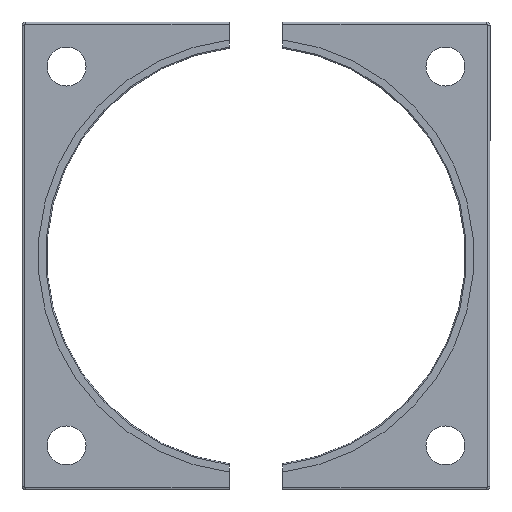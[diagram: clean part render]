
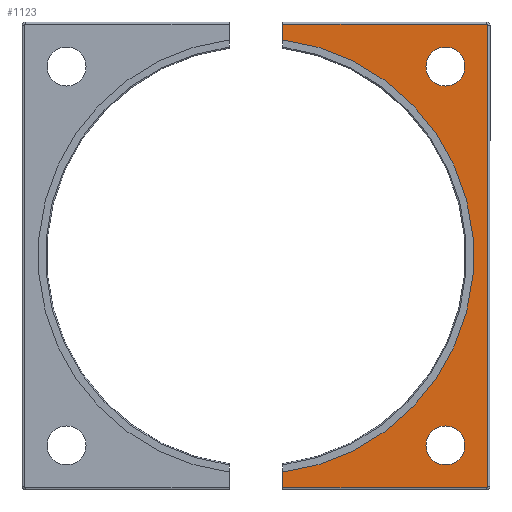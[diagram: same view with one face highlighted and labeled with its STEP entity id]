
A CAD part, front view. The second image highlights one B-rep face of the part: STEP entity #1123.
In plain terms, the highlighted planar face has unit normal (0, -1, 0).
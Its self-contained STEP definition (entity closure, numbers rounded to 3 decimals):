
#7 = EDGE_CURVE ( 'NONE', #336, #1692, #1237, .T. ) ;
#27 = CIRCLE ( 'NONE', #389, 8.75 ) ;
#34 = DIRECTION ( 'NONE',  ( -1., 0., 0. ) ) ;
#49 = VERTEX_POINT ( 'NONE', #1365 ) ;
#60 = VERTEX_POINT ( 'NONE', #1206 ) ;
#61 = LINE ( 'NONE', #1051, #1638 ) ;
#77 = EDGE_CURVE ( 'NONE', #1489, #1163, #1127, .T. ) ;
#100 = ORIENTED_EDGE ( 'NONE', *, *, #1367, .T. ) ;
#105 = EDGE_CURVE ( 'NONE', #1576, #1395, #263, .T. ) ;
#117 = CARTESIAN_POINT ( 'NONE',  ( 12., 0., 97.011 ) ) ;
#132 = FACE_BOUND ( 'NONE', #202, .T. ) ;
#142 = VERTEX_POINT ( 'NONE', #996 ) ;
#184 = ORIENTED_EDGE ( 'NONE', *, *, #1157, .F. ) ;
#202 = EDGE_LOOP ( 'NONE', ( #100, #1974 ) ) ;
#263 = CIRCLE ( 'NONE', #977, 0.5 ) ;
#287 = CARTESIAN_POINT ( 'NONE',  ( 12., 0., -105. ) ) ;
#312 = PLANE ( 'NONE',  #1602 ) ;
#320 = VECTOR ( 'NONE', #34, 1000. ) ;
#336 = VERTEX_POINT ( 'NONE', #1824 ) ;
#385 = CARTESIAN_POINT ( 'NONE',  ( 85., 0., 85. ) ) ;
#389 = AXIS2_PLACEMENT_3D ( 'NONE', #1637, #1646, #1690 ) ;
#416 = DIRECTION ( 'NONE',  ( 0., 0., -1. ) ) ;
#423 = CARTESIAN_POINT ( 'NONE',  ( 85., 0., -93.75 ) ) ;
#456 = DIRECTION ( 'NONE',  ( 0., 0., 1. ) ) ;
#496 = LINE ( 'NONE', #800, #1531 ) ;
#528 = FACE_OUTER_BOUND ( 'NONE', #1089, .T. ) ;
#539 = DIRECTION ( 'NONE',  ( 0., 1., 0. ) ) ;
#563 = EDGE_CURVE ( 'NONE', #1204, #1576, #496, .T. ) ;
#569 = CARTESIAN_POINT ( 'NONE',  ( 85., 0., -85. ) ) ;
#592 = DIRECTION ( 'NONE',  ( 0., 0., 1. ) ) ;
#607 = AXIS2_PLACEMENT_3D ( 'NONE', #1978, #1971, #1953 ) ;
#611 = DIRECTION ( 'NONE',  ( 0., -1., 0. ) ) ;
#617 = CARTESIAN_POINT ( 'NONE',  ( 103.5, 0., 104. ) ) ;
#635 = CIRCLE ( 'NONE', #809, 8.75 ) ;
#742 = DIRECTION ( 'NONE',  ( 0., 1., 0. ) ) ;
#745 = DIRECTION ( 'NONE',  ( 0., -1., 0. ) ) ;
#766 = CARTESIAN_POINT ( 'NONE',  ( 103.5, 0., -103.5 ) ) ;
#773 = VERTEX_POINT ( 'NONE', #117 ) ;
#774 = VECTOR ( 'NONE', #1551, 1000. ) ;
#787 = DIRECTION ( 'NONE',  ( 0., 1., 0. ) ) ;
#800 = CARTESIAN_POINT ( 'NONE',  ( 0., 0., -104. ) ) ;
#809 = AXIS2_PLACEMENT_3D ( 'NONE', #385, #861, #906 ) ;
#861 = DIRECTION ( 'NONE',  ( 0., 1., 0. ) ) ;
#885 = ORIENTED_EDGE ( 'NONE', *, *, #77, .T. ) ;
#906 = DIRECTION ( 'NONE',  ( 0., 0., 1. ) ) ;
#928 = ORIENTED_EDGE ( 'NONE', *, *, #1397, .T. ) ;
#977 = AXIS2_PLACEMENT_3D ( 'NONE', #766, #611, #1841 ) ;
#996 = CARTESIAN_POINT ( 'NONE',  ( 85., 0., -76.25 ) ) ;
#1040 = CARTESIAN_POINT ( 'NONE',  ( 0., 0., 0. ) ) ;
#1041 = CARTESIAN_POINT ( 'NONE',  ( 12., 0., 104. ) ) ;
#1051 = CARTESIAN_POINT ( 'NONE',  ( 12., 0., 93.231 ) ) ;
#1056 = DIRECTION ( 'NONE',  ( 0., 0., -1. ) ) ;
#1057 = DIRECTION ( 'NONE',  ( 0., 0., 1. ) ) ;
#1089 = EDGE_LOOP ( 'NONE', ( #928, #885, #1317, #1804, #184, #1894, #1636, #1844 ) ) ;
#1123 = ADVANCED_FACE ( 'NONE', ( #528, #132, #1724 ), #312, .F. ) ;
#1127 = LINE ( 'NONE', #1516, #320 ) ;
#1131 = AXIS2_PLACEMENT_3D ( 'NONE', #1040, #745, #1056 ) ;
#1157 = EDGE_CURVE ( 'NONE', #1204, #60, #1669, .T. ) ;
#1163 = VERTEX_POINT ( 'NONE', #1041 ) ;
#1204 = VERTEX_POINT ( 'NONE', #1934 ) ;
#1206 = CARTESIAN_POINT ( 'NONE',  ( 12., 0., -97.011 ) ) ;
#1237 = CIRCLE ( 'NONE', #1854, 8.75 ) ;
#1252 = CARTESIAN_POINT ( 'NONE',  ( 104., 0., 0. ) ) ;
#1262 = EDGE_LOOP ( 'NONE', ( #1449, #1722 ) ) ;
#1264 = DIRECTION ( 'NONE',  ( 1., 0., 0. ) ) ;
#1317 = ORIENTED_EDGE ( 'NONE', *, *, #1326, .F. ) ;
#1323 = EDGE_CURVE ( 'NONE', #142, #1420, #1701, .T. ) ;
#1326 = EDGE_CURVE ( 'NONE', #773, #1163, #61, .T. ) ;
#1365 = CARTESIAN_POINT ( 'NONE',  ( 104., 0., 103.5 ) ) ;
#1367 = EDGE_CURVE ( 'NONE', #1420, #142, #27, .T. ) ;
#1395 = VERTEX_POINT ( 'NONE', #1446 ) ;
#1397 = EDGE_CURVE ( 'NONE', #49, #1489, #1588, .T. ) ;
#1420 = VERTEX_POINT ( 'NONE', #423 ) ;
#1446 = CARTESIAN_POINT ( 'NONE',  ( 104., 0., -103.5 ) ) ;
#1449 = ORIENTED_EDGE ( 'NONE', *, *, #1463, .T. ) ;
#1463 = EDGE_CURVE ( 'NONE', #1692, #336, #635, .T. ) ;
#1489 = VERTEX_POINT ( 'NONE', #617 ) ;
#1516 = CARTESIAN_POINT ( 'NONE',  ( 0., 0., 104. ) ) ;
#1531 = VECTOR ( 'NONE', #1264, 1000. ) ;
#1551 = DIRECTION ( 'NONE',  ( 0., 0., 1. ) ) ;
#1576 = VERTEX_POINT ( 'NONE', #1847 ) ;
#1582 = CARTESIAN_POINT ( 'NONE',  ( 85., 0., 85. ) ) ;
#1588 = CIRCLE ( 'NONE', #607, 0.5 ) ;
#1602 = AXIS2_PLACEMENT_3D ( 'NONE', #1715, #787, #1057 ) ;
#1609 = VECTOR ( 'NONE', #1625, 1000. ) ;
#1625 = DIRECTION ( 'NONE',  ( 0., 0., 1. ) ) ;
#1634 = LINE ( 'NONE', #1252, #774 ) ;
#1636 = ORIENTED_EDGE ( 'NONE', *, *, #105, .T. ) ;
#1637 = CARTESIAN_POINT ( 'NONE',  ( 85., 0., -85. ) ) ;
#1638 = VECTOR ( 'NONE', #456, 1000. ) ;
#1646 = DIRECTION ( 'NONE',  ( 0., 1., 0. ) ) ;
#1669 = LINE ( 'NONE', #287, #1609 ) ;
#1674 = CARTESIAN_POINT ( 'NONE',  ( 85., 0., 76.25 ) ) ;
#1682 = AXIS2_PLACEMENT_3D ( 'NONE', #569, #539, #416 ) ;
#1690 = DIRECTION ( 'NONE',  ( 0., 0., -1. ) ) ;
#1692 = VERTEX_POINT ( 'NONE', #1674 ) ;
#1701 = CIRCLE ( 'NONE', #1682, 8.75 ) ;
#1715 = CARTESIAN_POINT ( 'NONE',  ( 0., 0., 0. ) ) ;
#1722 = ORIENTED_EDGE ( 'NONE', *, *, #7, .T. ) ;
#1724 = FACE_BOUND ( 'NONE', #1262, .T. ) ;
#1804 = ORIENTED_EDGE ( 'NONE', *, *, #1954, .F. ) ;
#1824 = CARTESIAN_POINT ( 'NONE',  ( 85., 0., 93.75 ) ) ;
#1841 = DIRECTION ( 'NONE',  ( 0., 0., 1. ) ) ;
#1844 = ORIENTED_EDGE ( 'NONE', *, *, #1851, .T. ) ;
#1847 = CARTESIAN_POINT ( 'NONE',  ( 103.5, 0., -104. ) ) ;
#1851 = EDGE_CURVE ( 'NONE', #1395, #49, #1634, .T. ) ;
#1854 = AXIS2_PLACEMENT_3D ( 'NONE', #1582, #742, #592 ) ;
#1873 = CIRCLE ( 'NONE', #1131, 97.75 ) ;
#1894 = ORIENTED_EDGE ( 'NONE', *, *, #563, .T. ) ;
#1934 = CARTESIAN_POINT ( 'NONE',  ( 12., 0., -104. ) ) ;
#1953 = DIRECTION ( 'NONE',  ( 0., 0., 1. ) ) ;
#1954 = EDGE_CURVE ( 'NONE', #60, #773, #1873, .T. ) ;
#1971 = DIRECTION ( 'NONE',  ( 0., -1., 0. ) ) ;
#1974 = ORIENTED_EDGE ( 'NONE', *, *, #1323, .T. ) ;
#1978 = CARTESIAN_POINT ( 'NONE',  ( 103.5, 0., 103.5 ) ) ;
